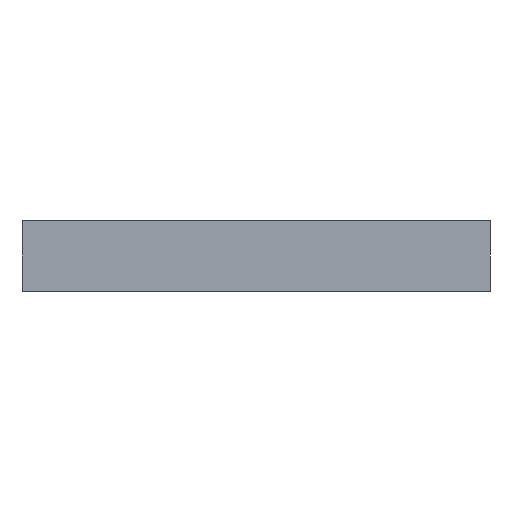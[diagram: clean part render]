
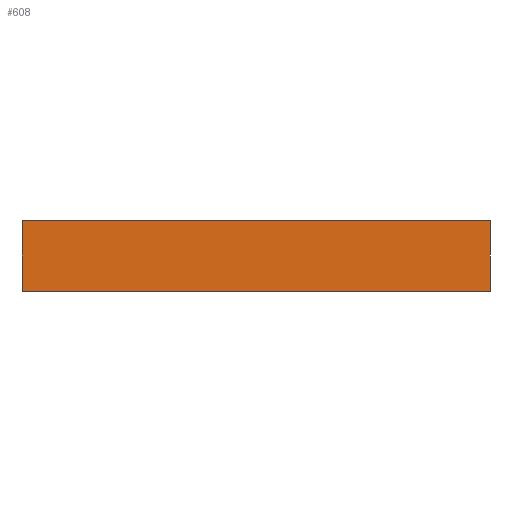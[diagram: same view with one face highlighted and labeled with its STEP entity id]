
A CAD part, left-side view. The second image highlights one B-rep face of the part: STEP entity #608.
In plain terms, the highlighted planar face has unit normal (-1, 0, 0).
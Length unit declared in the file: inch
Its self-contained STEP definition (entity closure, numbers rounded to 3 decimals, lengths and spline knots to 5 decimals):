
#11 = EDGE_CURVE ( 'NONE', #517, #1240, #583, .T. ) ;
#16 = VECTOR ( 'NONE', #105, 39.37008 ) ;
#17 = ORIENTED_EDGE ( 'NONE', *, *, #35, .T. ) ;
#35 = EDGE_CURVE ( 'NONE', #517, #1831, #1411, .T. ) ;
#52 = AXIS2_PLACEMENT_3D ( 'NONE', #1603, #615, #1764 ) ;
#86 = EDGE_CURVE ( 'NONE', #1240, #1422, #332, .T. ) ;
#105 = DIRECTION ( 'NONE',  ( 0., 0., -1. ) ) ;
#191 = ORIENTED_EDGE ( 'NONE', *, *, #11, .F. ) ;
#204 = CARTESIAN_POINT ( 'NONE',  ( -2.0625, 1.25, 0.375 ) ) ;
#215 = CARTESIAN_POINT ( 'NONE',  ( -2.0625, 1.25, 0.375 ) ) ;
#223 = DIRECTION ( 'NONE',  ( 0., -1., 0. ) ) ;
#252 = PLANE ( 'NONE',  #52 ) ;
#271 = DIRECTION ( 'NONE',  ( 0., 0., -1. ) ) ;
#274 = DIRECTION ( 'NONE',  ( 0., -1., 0. ) ) ;
#283 = CARTESIAN_POINT ( 'NONE',  ( -2.0625, -1.25, 0.375 ) ) ;
#332 = LINE ( 'NONE', #283, #1698 ) ;
#517 = VERTEX_POINT ( 'NONE', #587 ) ;
#583 = LINE ( 'NONE', #204, #824 ) ;
#587 = CARTESIAN_POINT ( 'NONE',  ( -2.0625, 1.25, 0.375 ) ) ;
#608 = ADVANCED_FACE ( 'NONE', ( #1595 ), #252, .F. ) ;
#615 = DIRECTION ( 'NONE',  ( 1., 0., 0. ) ) ;
#625 = CARTESIAN_POINT ( 'NONE',  ( -2.0625, 1.25, 0. ) ) ;
#824 = VECTOR ( 'NONE', #223, 39.37008 ) ;
#877 = VECTOR ( 'NONE', #274, 39.37008 ) ;
#880 = ORIENTED_EDGE ( 'NONE', *, *, #86, .F. ) ;
#1240 = VERTEX_POINT ( 'NONE', #1899 ) ;
#1315 = EDGE_CURVE ( 'NONE', #1831, #1422, #1323, .T. ) ;
#1323 = LINE ( 'NONE', #625, #877 ) ;
#1410 = EDGE_LOOP ( 'NONE', ( #1804, #880, #191, #17 ) ) ;
#1411 = LINE ( 'NONE', #215, #16 ) ;
#1422 = VERTEX_POINT ( 'NONE', #1462 ) ;
#1462 = CARTESIAN_POINT ( 'NONE',  ( -2.0625, -1.25, 0. ) ) ;
#1595 = FACE_OUTER_BOUND ( 'NONE', #1410, .T. ) ;
#1603 = CARTESIAN_POINT ( 'NONE',  ( -2.0625, 1.25, 0.375 ) ) ;
#1698 = VECTOR ( 'NONE', #271, 39.37008 ) ;
#1764 = DIRECTION ( 'NONE',  ( 0., 1., 0. ) ) ;
#1804 = ORIENTED_EDGE ( 'NONE', *, *, #1315, .T. ) ;
#1831 = VERTEX_POINT ( 'NONE', #2101 ) ;
#1899 = CARTESIAN_POINT ( 'NONE',  ( -2.0625, -1.25, 0.375 ) ) ;
#2101 = CARTESIAN_POINT ( 'NONE',  ( -2.0625, 1.25, 0. ) ) ;
